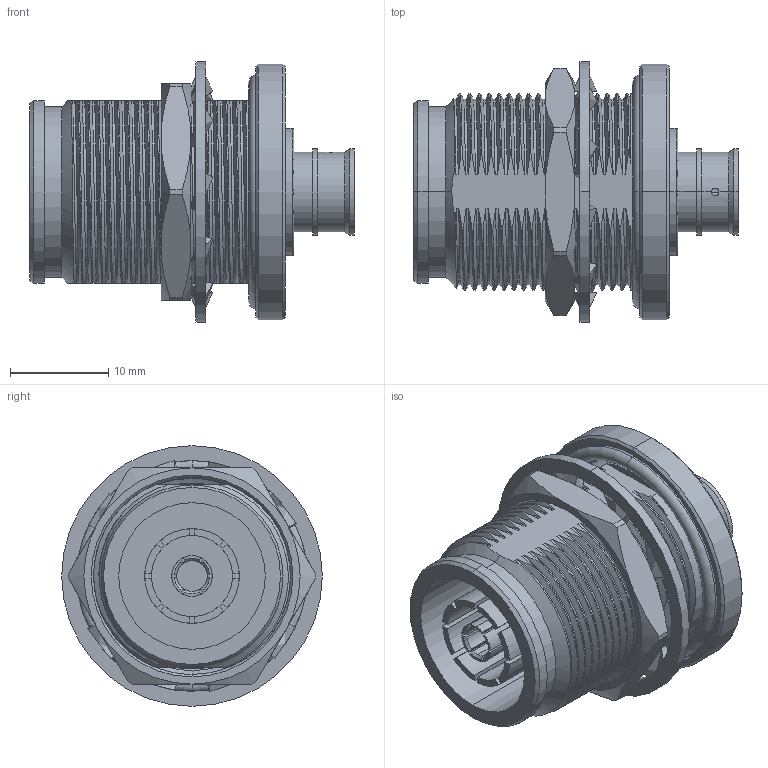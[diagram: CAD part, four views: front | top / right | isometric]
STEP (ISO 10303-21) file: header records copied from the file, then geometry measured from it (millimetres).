
FILE_DESCRIPTION (( 'STEP AP214' ), '1' );
FILE_NAME ('FMCN1697.step', '2021-01-28T21:29:00', ( '' ), ( '' ), 'SwSTEP 2.0', 'SolidWorks 2018', '' );
FILE_SCHEMA (( 'AUTOMOTIVE_DESIGN' ));
Length unit declared in the file: inch
Products named in the file (1): FMCN1697
Bounding box: 33 x 26.5 x 26.5 mm (x, y, z)
Volume: 7119.8 mm3; surface area: 6665.8 mm2
Topology: 4 solids, 4 shells, 399 faces, 1142 edges, 760 vertices
Faces by surface type: bspline 161, cylinder 98, plane 98, cone 36, torus 6
Entity records: 91503 total; most frequent: CARTESIAN_POINT 82663, ORIENTED_EDGE 2284, DIRECTION 1307, EDGE_CURVE 1142, VERTEX_POINT 760, AXIS2_PLACEMENT_3D 473, EDGE_LOOP 416, ADVANCED_FACE 399
